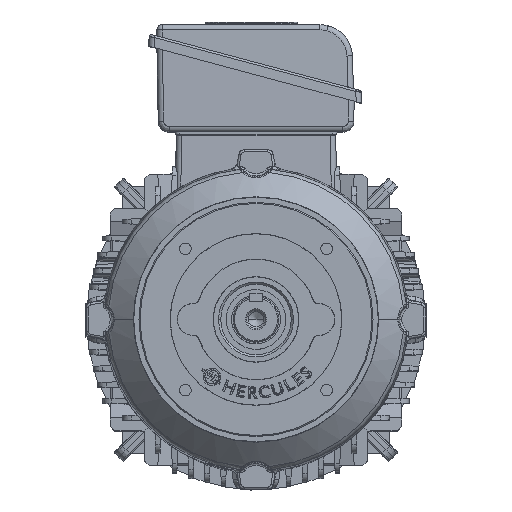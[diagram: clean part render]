
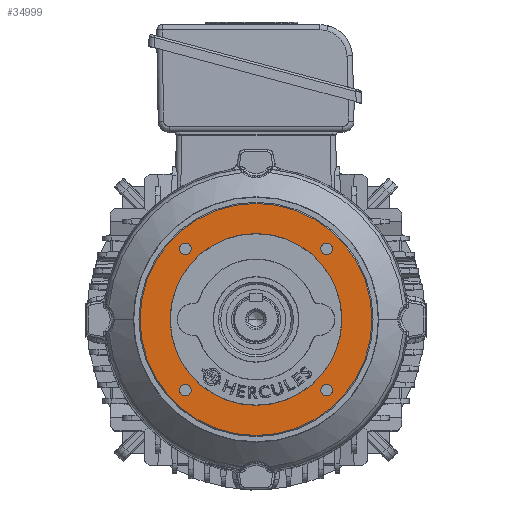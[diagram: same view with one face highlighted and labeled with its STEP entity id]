
A CAD part, top view. The second image highlights one B-rep face of the part: STEP entity #34999.
In plain terms, the highlighted face is planar.
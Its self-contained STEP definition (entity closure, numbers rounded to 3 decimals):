
#2496 = ORIENTED_EDGE ( 'NONE', *, *, #74523, .F. ) ;
#3656 = FACE_BOUND ( 'NONE', #3844, .T. ) ;
#3844 = EDGE_LOOP ( 'NONE', ( #90384, #79577 ) ) ;
#4283 = DIRECTION ( 'NONE',  ( -1., 0., 0. ) ) ;
#5883 = CIRCLE ( 'NONE', #60855, 79.172 ) ;
#6244 = AXIS2_PLACEMENT_3D ( 'NONE', #18766, #86965, #117551 ) ;
#6350 = CIRCLE ( 'NONE', #79622, 5.358 ) ;
#8228 = CARTESIAN_POINT ( 'NONE',  ( -11., 0., 0. ) ) ;
#10162 = AXIS2_PLACEMENT_3D ( 'NONE', #26074, #14620, #54110 ) ;
#13342 = CARTESIAN_POINT ( 'NONE',  ( -11., -65.125, 65.125 ) ) ;
#14123 = EDGE_CURVE ( 'NONE', #31205, #38614, #5883, .T. ) ;
#14148 = VERTEX_POINT ( 'NONE', #18024 ) ;
#14456 = EDGE_CURVE ( 'NONE', #98368, #41058, #34486, .T. ) ;
#14620 = DIRECTION ( 'NONE',  ( -1., 0., 0. ) ) ;
#14997 = DIRECTION ( 'NONE',  ( -1., 0., 0. ) ) ;
#15274 = DIRECTION ( 'NONE',  ( 0., 0., 1. ) ) ;
#15903 = EDGE_CURVE ( 'NONE', #18055, #69383, #65135, .T. ) ;
#15993 = DIRECTION ( 'NONE',  ( 0., 0., 1. ) ) ;
#17960 = CARTESIAN_POINT ( 'NONE',  ( -11., -65.125, 70.483 ) ) ;
#18024 = CARTESIAN_POINT ( 'NONE',  ( -11., 65.125, -70.483 ) ) ;
#18055 = VERTEX_POINT ( 'NONE', #114952 ) ;
#18766 = CARTESIAN_POINT ( 'NONE',  ( -11., 65.125, -65.125 ) ) ;
#19003 = VERTEX_POINT ( 'NONE', #59462 ) ;
#19096 = CARTESIAN_POINT ( 'NONE',  ( -11., 65.125, 65.125 ) ) ;
#20374 = DIRECTION ( 'NONE',  ( 0., 0., 1. ) ) ;
#21008 = CARTESIAN_POINT ( 'NONE',  ( -11., -65.125, -65.125 ) ) ;
#22025 = ORIENTED_EDGE ( 'NONE', *, *, #42619, .T. ) ;
#22640 = CIRCLE ( 'NONE', #77507, 106.95 ) ;
#22907 = ORIENTED_EDGE ( 'NONE', *, *, #122880, .F. ) ;
#24556 = VERTEX_POINT ( 'NONE', #82413 ) ;
#25114 = EDGE_CURVE ( 'NONE', #95703, #24556, #22640, .T. ) ;
#25704 = CARTESIAN_POINT ( 'NONE',  ( -11., -65.125, 59.766 ) ) ;
#26074 = CARTESIAN_POINT ( 'NONE',  ( -11., 65.125, 65.125 ) ) ;
#26598 = EDGE_CURVE ( 'NONE', #57395, #14148, #118563, .T. ) ;
#27365 = ORIENTED_EDGE ( 'NONE', *, *, #25114, .T. ) ;
#31205 = VERTEX_POINT ( 'NONE', #120773 ) ;
#31861 = ORIENTED_EDGE ( 'NONE', *, *, #88794, .F. ) ;
#32496 = DIRECTION ( 'NONE',  ( 0., 0., 1. ) ) ;
#33714 = DIRECTION ( 'NONE',  ( -1., 0., 0. ) ) ;
#33909 = DIRECTION ( 'NONE',  ( -1., 0., 0. ) ) ;
#34486 = CIRCLE ( 'NONE', #58838, 5.358 ) ;
#34532 = AXIS2_PLACEMENT_3D ( 'NONE', #8228, #112179, #15274 ) ;
#34999 = ADVANCED_FACE ( 'NONE', ( #71237, #3656, #81422, #120295, #84995, #43794 ), #71873, .T. ) ;
#37523 = AXIS2_PLACEMENT_3D ( 'NONE', #13342, #91105, #32496 ) ;
#38265 = CARTESIAN_POINT ( 'NONE',  ( -11., 65.125, 70.483 ) ) ;
#38614 = VERTEX_POINT ( 'NONE', #98859 ) ;
#38941 = CIRCLE ( 'NONE', #63403, 79.172 ) ;
#40204 = EDGE_CURVE ( 'NONE', #69383, #18055, #103708, .T. ) ;
#41058 = VERTEX_POINT ( 'NONE', #25704 ) ;
#42619 = EDGE_CURVE ( 'NONE', #24556, #95703, #111837, .T. ) ;
#43455 = CARTESIAN_POINT ( 'NONE',  ( -11., -65.125, 65.125 ) ) ;
#43794 = FACE_BOUND ( 'NONE', #54442, .T. ) ;
#48754 = DIRECTION ( 'NONE',  ( 0., 0., 1. ) ) ;
#51777 = CIRCLE ( 'NONE', #37523, 5.358 ) ;
#52403 = ORIENTED_EDGE ( 'NONE', *, *, #14456, .F. ) ;
#52708 = CARTESIAN_POINT ( 'NONE',  ( -11., 107.95, 0. ) ) ;
#53272 = EDGE_LOOP ( 'NONE', ( #31861, #71266 ) ) ;
#53426 = DIRECTION ( 'NONE',  ( 0., 0., 1. ) ) ;
#54110 = DIRECTION ( 'NONE',  ( 0., 0., 1. ) ) ;
#54442 = EDGE_LOOP ( 'NONE', ( #2496, #117028 ) ) ;
#56005 = CIRCLE ( 'NONE', #72315, 5.358 ) ;
#57395 = VERTEX_POINT ( 'NONE', #99837 ) ;
#58838 = AXIS2_PLACEMENT_3D ( 'NONE', #43455, #33909, #15993 ) ;
#59462 = CARTESIAN_POINT ( 'NONE',  ( -11., -65.125, -70.483 ) ) ;
#60741 = ORIENTED_EDGE ( 'NONE', *, *, #40204, .F. ) ;
#60855 = AXIS2_PLACEMENT_3D ( 'NONE', #86857, #107207, #65871 ) ;
#61205 = CIRCLE ( 'NONE', #6244, 5.358 ) ;
#62811 = EDGE_LOOP ( 'NONE', ( #52403, #22907 ) ) ;
#63403 = AXIS2_PLACEMENT_3D ( 'NONE', #93257, #84328, #76049 ) ;
#65135 = CIRCLE ( 'NONE', #10162, 5.358 ) ;
#65871 = DIRECTION ( 'NONE',  ( 0., 0., -1. ) ) ;
#67630 = EDGE_LOOP ( 'NONE', ( #27365, #22025 ) ) ;
#69383 = VERTEX_POINT ( 'NONE', #38265 ) ;
#71237 = FACE_OUTER_BOUND ( 'NONE', #67630, .T. ) ;
#71266 = ORIENTED_EDGE ( 'NONE', *, *, #93883, .F. ) ;
#71873 = PLANE ( 'NONE',  #105054 ) ;
#72315 = AXIS2_PLACEMENT_3D ( 'NONE', #78100, #78732, #48754 ) ;
#74523 = EDGE_CURVE ( 'NONE', #38614, #31205, #38941, .T. ) ;
#74910 = DIRECTION ( 'NONE',  ( 0., 0., 1. ) ) ;
#76049 = DIRECTION ( 'NONE',  ( 0., 0., -1. ) ) ;
#77507 = AXIS2_PLACEMENT_3D ( 'NONE', #122714, #14997, #74910 ) ;
#78100 = CARTESIAN_POINT ( 'NONE',  ( -11., -65.125, -65.125 ) ) ;
#78732 = DIRECTION ( 'NONE',  ( -1., 0., 0. ) ) ;
#79577 = ORIENTED_EDGE ( 'NONE', *, *, #79744, .F. ) ;
#79622 = AXIS2_PLACEMENT_3D ( 'NONE', #21008, #108946, #20374 ) ;
#79744 = EDGE_CURVE ( 'NONE', #14148, #57395, #61205, .T. ) ;
#81422 = FACE_BOUND ( 'NONE', #117480, .T. ) ;
#82413 = CARTESIAN_POINT ( 'NONE',  ( -11., 0., 106.95 ) ) ;
#82668 = DIRECTION ( 'NONE',  ( 0., 0., 1. ) ) ;
#84328 = DIRECTION ( 'NONE',  ( -1., 0., 0. ) ) ;
#84995 = FACE_BOUND ( 'NONE', #53272, .T. ) ;
#86857 = CARTESIAN_POINT ( 'NONE',  ( -11., 0., 0. ) ) ;
#86965 = DIRECTION ( 'NONE',  ( -1., 0., 0. ) ) ;
#88794 = EDGE_CURVE ( 'NONE', #110885, #19003, #56005, .T. ) ;
#90384 = ORIENTED_EDGE ( 'NONE', *, *, #26598, .F. ) ;
#91105 = DIRECTION ( 'NONE',  ( -1., 0., 0. ) ) ;
#92062 = AXIS2_PLACEMENT_3D ( 'NONE', #103539, #92725, #113101 ) ;
#92680 = CARTESIAN_POINT ( 'NONE',  ( -11., 0., -106.95 ) ) ;
#92725 = DIRECTION ( 'NONE',  ( -1., 0., 0. ) ) ;
#93257 = CARTESIAN_POINT ( 'NONE',  ( -11., 0., 0. ) ) ;
#93883 = EDGE_CURVE ( 'NONE', #19003, #110885, #6350, .T. ) ;
#95703 = VERTEX_POINT ( 'NONE', #92680 ) ;
#98368 = VERTEX_POINT ( 'NONE', #17960 ) ;
#98859 = CARTESIAN_POINT ( 'NONE',  ( -11., 0., 79.172 ) ) ;
#99707 = AXIS2_PLACEMENT_3D ( 'NONE', #19096, #33714, #53426 ) ;
#99837 = CARTESIAN_POINT ( 'NONE',  ( -11., 65.125, -59.766 ) ) ;
#103539 = CARTESIAN_POINT ( 'NONE',  ( -11., 65.125, -65.125 ) ) ;
#103708 = CIRCLE ( 'NONE', #99707, 5.358 ) ;
#105054 = AXIS2_PLACEMENT_3D ( 'NONE', #52708, #4283, #82668 ) ;
#107207 = DIRECTION ( 'NONE',  ( -1., 0., 0. ) ) ;
#108946 = DIRECTION ( 'NONE',  ( -1., 0., 0. ) ) ;
#110885 = VERTEX_POINT ( 'NONE', #119004 ) ;
#111837 = CIRCLE ( 'NONE', #34532, 106.95 ) ;
#112179 = DIRECTION ( 'NONE',  ( -1., 0., 0. ) ) ;
#113101 = DIRECTION ( 'NONE',  ( 0., 0., 1. ) ) ;
#114952 = CARTESIAN_POINT ( 'NONE',  ( -11., 65.125, 59.766 ) ) ;
#117028 = ORIENTED_EDGE ( 'NONE', *, *, #14123, .F. ) ;
#117480 = EDGE_LOOP ( 'NONE', ( #60741, #119140 ) ) ;
#117551 = DIRECTION ( 'NONE',  ( 0., 0., 1. ) ) ;
#118563 = CIRCLE ( 'NONE', #92062, 5.358 ) ;
#119004 = CARTESIAN_POINT ( 'NONE',  ( -11., -65.125, -59.766 ) ) ;
#119140 = ORIENTED_EDGE ( 'NONE', *, *, #15903, .F. ) ;
#120295 = FACE_BOUND ( 'NONE', #62811, .T. ) ;
#120773 = CARTESIAN_POINT ( 'NONE',  ( -11., 0., -79.172 ) ) ;
#122714 = CARTESIAN_POINT ( 'NONE',  ( -11., 0., 0. ) ) ;
#122880 = EDGE_CURVE ( 'NONE', #41058, #98368, #51777, .T. ) ;
